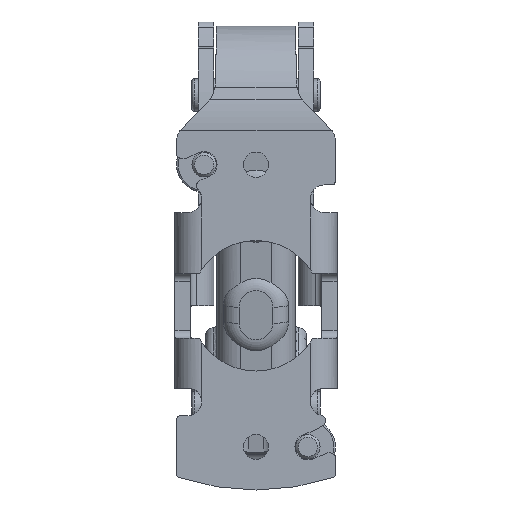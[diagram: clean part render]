
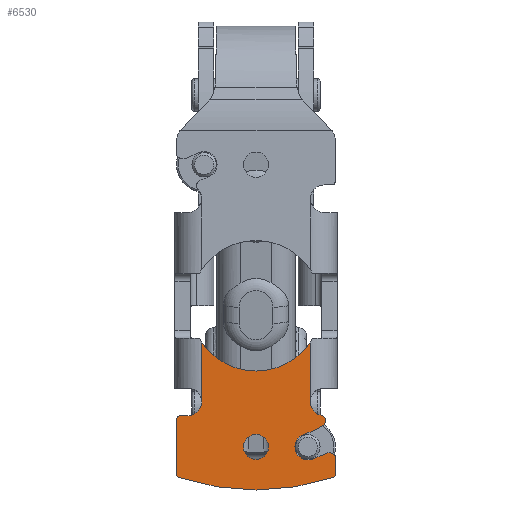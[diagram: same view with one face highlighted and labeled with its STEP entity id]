
A CAD part, front view. The second image highlights one B-rep face of the part: STEP entity #6530.
In plain terms, the highlighted planar face has unit normal (0, -1, 0).
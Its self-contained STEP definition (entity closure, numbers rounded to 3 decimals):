
#483=LINE('',#10315,#939);
#484=LINE('',#10326,#940);
#569=LINE('',#10647,#1025);
#570=LINE('',#10651,#1026);
#571=LINE('',#10659,#1027);
#939=VECTOR('',#8052,1000.);
#940=VECTOR('',#8057,1000.);
#1025=VECTOR('',#8356,1000.);
#1026=VECTOR('',#8359,1000.);
#1027=VECTOR('',#8366,1000.);
#1820=ORIENTED_EDGE('',*,*,#3669,.T.);
#1821=ORIENTED_EDGE('',*,*,#3670,.T.);
#1822=ORIENTED_EDGE('',*,*,#3671,.F.);
#1823=ORIENTED_EDGE('',*,*,#3672,.T.);
#1824=ORIENTED_EDGE('',*,*,#3673,.F.);
#1825=ORIENTED_EDGE('',*,*,#3674,.F.);
#1826=ORIENTED_EDGE('',*,*,#3675,.F.);
#1827=ORIENTED_EDGE('',*,*,#3676,.T.);
#1828=ORIENTED_EDGE('',*,*,#3677,.F.);
#1829=ORIENTED_EDGE('',*,*,#3678,.F.);
#1830=ORIENTED_EDGE('',*,*,#3679,.T.);
#1831=ORIENTED_EDGE('',*,*,#3680,.T.);
#1832=ORIENTED_EDGE('',*,*,#3681,.F.);
#1833=ORIENTED_EDGE('',*,*,#3682,.F.);
#1834=ORIENTED_EDGE('',*,*,#3683,.T.);
#1835=ORIENTED_EDGE('',*,*,#3514,.T.);
#1836=ORIENTED_EDGE('',*,*,#3684,.T.);
#1837=ORIENTED_EDGE('',*,*,#3517,.F.);
#1838=ORIENTED_EDGE('',*,*,#3685,.T.);
#3514=EDGE_CURVE('',#4490,#4495,#483,.T.);
#3517=EDGE_CURVE('',#4498,#4499,#484,.T.);
#3669=EDGE_CURVE('',#4498,#4579,#5124,.T.);
#3670=EDGE_CURVE('',#4579,#4580,#569,.T.);
#3671=EDGE_CURVE('',#4581,#4580,#5125,.T.);
#3672=EDGE_CURVE('',#4581,#4582,#570,.T.);
#3673=EDGE_CURVE('',#4583,#4582,#5126,.T.);
#3674=EDGE_CURVE('',#4584,#4583,#5127,.T.);
#3675=EDGE_CURVE('',#4585,#4584,#5128,.T.);
#3676=EDGE_CURVE('',#4585,#4586,#571,.T.);
#3677=EDGE_CURVE('',#4587,#4586,#5129,.T.);
#3678=EDGE_CURVE('',#4588,#4587,#5130,.T.);
#3679=EDGE_CURVE('',#4588,#4589,#5131,.T.);
#3680=EDGE_CURVE('',#4589,#4590,#5132,.T.);
#3681=EDGE_CURVE('',#4591,#4590,#5133,.T.);
#3682=EDGE_CURVE('',#4592,#4591,#5134,.T.);
#3683=EDGE_CURVE('',#4592,#4490,#5135,.T.);
#3684=EDGE_CURVE('',#4495,#4499,#5136,.T.);
#3685=EDGE_CURVE('',#4593,#4593,#5137,.T.);
#4490=VERTEX_POINT('',#10298);
#4495=VERTEX_POINT('',#10314);
#4498=VERTEX_POINT('',#10325);
#4499=VERTEX_POINT('',#10327);
#4579=VERTEX_POINT('',#10646);
#4580=VERTEX_POINT('',#10648);
#4581=VERTEX_POINT('',#10650);
#4582=VERTEX_POINT('',#10652);
#4583=VERTEX_POINT('',#10654);
#4584=VERTEX_POINT('',#10656);
#4585=VERTEX_POINT('',#10658);
#4586=VERTEX_POINT('',#10660);
#4587=VERTEX_POINT('',#10662);
#4588=VERTEX_POINT('',#10664);
#4589=VERTEX_POINT('',#10666);
#4590=VERTEX_POINT('',#10668);
#4591=VERTEX_POINT('',#10670);
#4592=VERTEX_POINT('',#10672);
#4593=VERTEX_POINT('',#10676);
#5124=CIRCLE('',#7121,1.7);
#5125=CIRCLE('',#7122,0.5);
#5126=CIRCLE('',#7123,0.5);
#5127=CIRCLE('',#7124,30.);
#5128=CIRCLE('',#7125,0.5);
#5129=CIRCLE('',#7126,0.5);
#5130=CIRCLE('',#7127,1.);
#5131=CIRCLE('',#7128,20.14);
#5132=CIRCLE('',#7129,1.6);
#5133=CIRCLE('',#7130,16.94);
#5134=CIRCLE('',#7131,0.7);
#5135=CIRCLE('',#7132,1.7);
#5136=CIRCLE('',#7133,8.05);
#5137=CIRCLE('',#7134,1.55);
#5475=EDGE_LOOP('',(#1820,#1821,#1822,#1823,#1824,#1825,#1826,#1827,#1828,
#1829,#1830,#1831,#1832,#1833,#1834,#1835,#1836,#1837));
#5476=EDGE_LOOP('',(#1838));
#5933=FACE_BOUND('',#5475,.T.);
#5934=FACE_BOUND('',#5476,.T.);
#6344=PLANE('',#7120);
#6530=ADVANCED_FACE('',(#5933,#5934),#6344,.F.);
#7120=AXIS2_PLACEMENT_3D('',#10644,#8352,#8353);
#7121=AXIS2_PLACEMENT_3D('',#10645,#8354,#8355);
#7122=AXIS2_PLACEMENT_3D('',#10649,#8357,#8358);
#7123=AXIS2_PLACEMENT_3D('',#10653,#8360,#8361);
#7124=AXIS2_PLACEMENT_3D('',#10655,#8362,#8363);
#7125=AXIS2_PLACEMENT_3D('',#10657,#8364,#8365);
#7126=AXIS2_PLACEMENT_3D('',#10661,#8367,#8368);
#7127=AXIS2_PLACEMENT_3D('',#10663,#8369,#8370);
#7128=AXIS2_PLACEMENT_3D('',#10665,#8371,#8372);
#7129=AXIS2_PLACEMENT_3D('',#10667,#8373,#8374);
#7130=AXIS2_PLACEMENT_3D('',#10669,#8375,#8376);
#7131=AXIS2_PLACEMENT_3D('',#10671,#8377,#8378);
#7132=AXIS2_PLACEMENT_3D('',#10673,#8379,#8380);
#7133=AXIS2_PLACEMENT_3D('',#10674,#8381,#8382);
#7134=AXIS2_PLACEMENT_3D('',#10675,#8383,#8384);
#8052=DIRECTION('',(-1.,0.,0.));
#8057=DIRECTION('',(-1.,0.,0.));
#8352=DIRECTION('',(0.,1.,0.));
#8353=DIRECTION('',(0.,0.,1.));
#8354=DIRECTION('',(0.,1.,0.));
#8355=DIRECTION('',(1.,0.,0.));
#8356=DIRECTION('',(0.,0.,-1.));
#8357=DIRECTION('',(0.,1.,0.));
#8358=DIRECTION('',(1.,0.,0.));
#8359=DIRECTION('',(1.,0.,0.));
#8360=DIRECTION('',(0.,1.,0.));
#8361=DIRECTION('',(1.,0.,0.));
#8362=DIRECTION('',(0.,1.,0.));
#8363=DIRECTION('',(1.,0.,0.));
#8364=DIRECTION('',(0.,1.,0.));
#8365=DIRECTION('',(1.,0.,0.));
#8366=DIRECTION('',(-1.,0.,0.));
#8367=DIRECTION('',(0.,1.,0.));
#8368=DIRECTION('',(1.,0.,0.));
#8369=DIRECTION('',(0.,1.,0.));
#8370=DIRECTION('',(1.,0.,0.));
#8371=DIRECTION('',(0.,1.,0.));
#8372=DIRECTION('',(1.,0.,0.));
#8373=DIRECTION('',(0.,1.,0.));
#8374=DIRECTION('',(1.,0.,0.));
#8375=DIRECTION('',(0.,1.,0.));
#8376=DIRECTION('',(1.,0.,0.));
#8377=DIRECTION('',(0.,1.,0.));
#8378=DIRECTION('',(1.,0.,0.));
#8379=DIRECTION('',(0.,1.,0.));
#8380=DIRECTION('',(1.,0.,0.));
#8381=DIRECTION('',(0.,1.,0.));
#8382=DIRECTION('',(1.,0.,0.));
#8383=DIRECTION('',(0.,1.,0.));
#8384=DIRECTION('',(1.,0.,0.));
#10298=CARTESIAN_POINT('',(37.844,-15.3,6.7));
#10314=CARTESIAN_POINT('',(30.462,-15.3,6.7));
#10315=CARTESIAN_POINT('',(37.844,-15.3,6.7));
#10325=CARTESIAN_POINT('',(37.844,-15.3,-6.7));
#10326=CARTESIAN_POINT('',(37.844,-15.3,-6.7));
#10327=CARTESIAN_POINT('',(30.462,-15.3,-6.7));
#10644=CARTESIAN_POINT('',(30.,-15.3,10.));
#10645=CARTESIAN_POINT('',(37.844,-15.3,-8.4));
#10646=CARTESIAN_POINT('',(39.544,-15.3,-8.4));
#10647=CARTESIAN_POINT('',(39.544,-15.3,-8.4));
#10648=CARTESIAN_POINT('',(39.544,-15.3,-9.3));
#10649=CARTESIAN_POINT('',(40.044,-15.3,-9.3));
#10650=CARTESIAN_POINT('',(40.044,-15.3,-9.8));
#10651=CARTESIAN_POINT('',(40.044,-15.3,-9.8));
#10652=CARTESIAN_POINT('',(46.711,-15.3,-9.8));
#10653=CARTESIAN_POINT('',(46.711,-15.3,-9.3));
#10654=CARTESIAN_POINT('',(47.186,-15.3,-9.458));
#10655=CARTESIAN_POINT('',(18.716,-15.3,0.));
#10656=CARTESIAN_POINT('',(47.186,-15.3,9.458));
#10657=CARTESIAN_POINT('',(46.711,-15.3,9.3));
#10658=CARTESIAN_POINT('',(46.711,-15.3,9.8));
#10659=CARTESIAN_POINT('',(46.711,-15.3,9.8));
#10660=CARTESIAN_POINT('',(44.728,-15.3,9.8));
#10661=CARTESIAN_POINT('',(44.728,-15.3,9.3));
#10662=CARTESIAN_POINT('',(44.328,-15.3,9.6));
#10663=CARTESIAN_POINT('',(45.128,-15.3,9.));
#10664=CARTESIAN_POINT('',(44.223,-15.3,8.574));
#10665=CARTESIAN_POINT('',(26.,-15.3,0.));
#10666=CARTESIAN_POINT('',(44.902,-15.3,6.952));
#10667=CARTESIAN_POINT('',(43.4,-15.3,6.4));
#10668=CARTESIAN_POINT('',(41.896,-15.3,5.853));
#10669=CARTESIAN_POINT('',(26.,-15.3,0.));
#10670=CARTESIAN_POINT('',(40.802,-15.3,8.237));
#10671=CARTESIAN_POINT('',(40.191,-15.3,7.897));
#10672=CARTESIAN_POINT('',(39.506,-15.3,8.043));
#10673=CARTESIAN_POINT('',(37.844,-15.3,8.4));
#10674=CARTESIAN_POINT('',(26.,-15.3,0.));
#10675=CARTESIAN_POINT('',(43.4,-15.3,0.));
#10676=CARTESIAN_POINT('',(44.95,-15.3,0.));
